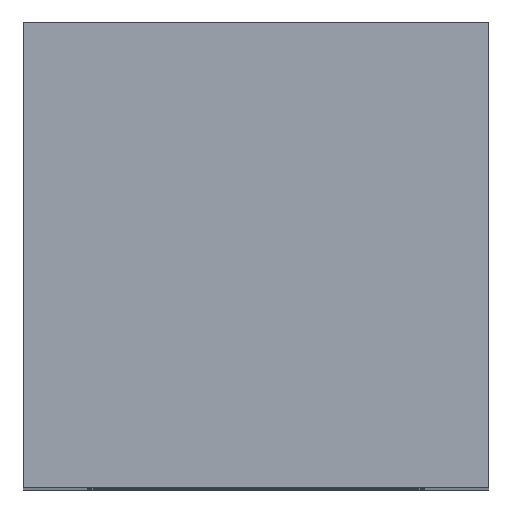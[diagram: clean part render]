
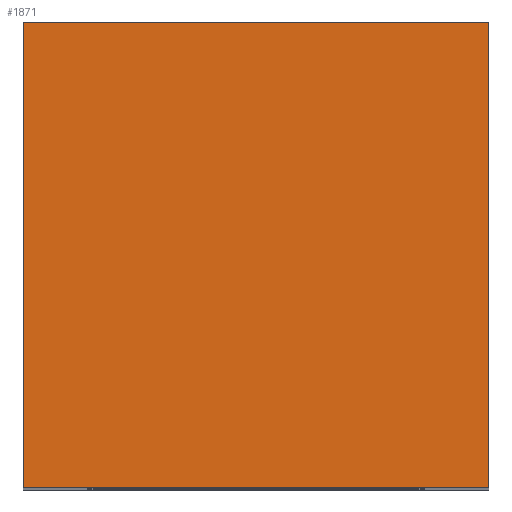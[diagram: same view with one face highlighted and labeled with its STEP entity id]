
A CAD part, top view. The second image highlights one B-rep face of the part: STEP entity #1871.
In plain terms, the highlighted planar face has unit normal (0, 0, 1).
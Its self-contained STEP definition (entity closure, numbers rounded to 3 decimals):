
#769=CARTESIAN_POINT('',(-20.0,20.0,60.0));
#770=VERTEX_POINT('',#769);
#771=CARTESIAN_POINT('',(20.0,20.0,60.0));
#772=VERTEX_POINT('',#771);
#773=CARTESIAN_POINT('',(-20.0,20.0,60.0));
#774=DIRECTION('',(1.0,0.0,0.0));
#775=VECTOR('',#774,40.0);
#776=LINE('',#773,#775);
#777=EDGE_CURVE('',#770,#772,#776,.T.);
#900=CARTESIAN_POINT('',(20.0,-20.0,60.0));
#901=VERTEX_POINT('',#900);
#902=CARTESIAN_POINT('',(20.0,20.0,60.0));
#903=DIRECTION('',(0.0,-1.0,0.0));
#904=VECTOR('',#903,40.0);
#905=LINE('',#902,#904);
#906=EDGE_CURVE('',#772,#901,#905,.T.);
#1112=CARTESIAN_POINT('',(-20.0,-20.0,60.0));
#1113=VERTEX_POINT('',#1112);
#1114=CARTESIAN_POINT('',(20.0,-20.0,60.0));
#1115=DIRECTION('',(-1.0,0.0,0.0));
#1116=VECTOR('',#1115,40.0);
#1117=LINE('',#1114,#1116);
#1118=EDGE_CURVE('',#901,#1113,#1117,.T.);
#1688=CARTESIAN_POINT('',(-20.0,-20.0,60.0));
#1689=DIRECTION('',(0.0,1.0,0.0));
#1690=VECTOR('',#1689,40.0);
#1691=LINE('',#1688,#1690);
#1692=EDGE_CURVE('',#1113,#770,#1691,.T.);
#1860=CARTESIAN_POINT('',(0.0,0.,60.0));
#1861=DIRECTION('',(0.0,0.0,1.0));
#1862=DIRECTION('',(1.0,0.0,0.0));
#1863=AXIS2_PLACEMENT_3D('',#1860,#1861,#1862);
#1864=PLANE('',#1863);
#1865=ORIENTED_EDGE('',*,*,#906,.F.);
#1866=ORIENTED_EDGE('',*,*,#777,.F.);
#1867=ORIENTED_EDGE('',*,*,#1692,.F.);
#1868=ORIENTED_EDGE('',*,*,#1118,.F.);
#1869=EDGE_LOOP('',(#1865,#1866,#1867,#1868));
#1870=FACE_OUTER_BOUND('',#1869,.T.);
#1871=ADVANCED_FACE('',(#1870),#1864,.T.);
